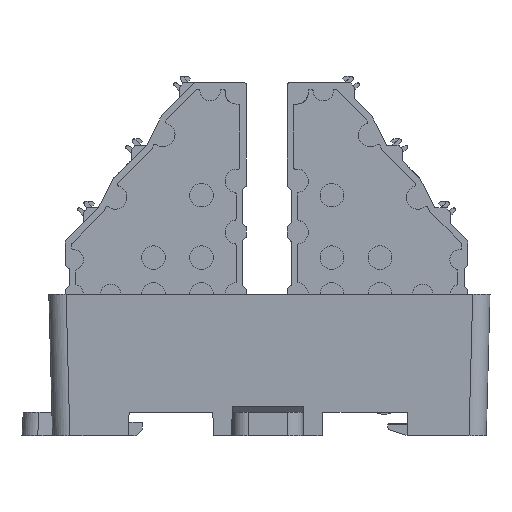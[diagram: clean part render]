
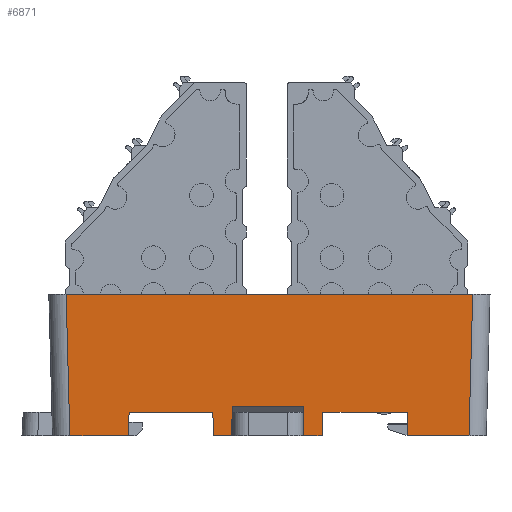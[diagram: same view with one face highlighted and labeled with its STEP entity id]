
A CAD part, left-side view. The second image highlights one B-rep face of the part: STEP entity #6871.
In plain terms, the highlighted planar face has unit normal (-1, 0, -0.026).
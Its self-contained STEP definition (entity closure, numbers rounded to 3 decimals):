
#4011=FACE_OUTER_BOUND('',#13398,.T.);
#6871=ADVANCED_FACE('',(#4011),#9784,.T.);
#9784=PLANE('',#58936);
#13398=EDGE_LOOP('',(#17481,#17482,#17483,#17484,#17485,#17486,#17487,#17488,
#17489,#17490,#17491,#17492,#17493,#17494,#17495,#17496));
#17481=ORIENTED_EDGE('',*,*,#39110,.T.);
#17482=ORIENTED_EDGE('',*,*,#39490,.F.);
#17483=ORIENTED_EDGE('',*,*,#39491,.T.);
#17484=ORIENTED_EDGE('',*,*,#39492,.F.);
#17485=ORIENTED_EDGE('',*,*,#39493,.T.);
#17486=ORIENTED_EDGE('',*,*,#39494,.F.);
#17487=ORIENTED_EDGE('',*,*,#39495,.T.);
#17488=ORIENTED_EDGE('',*,*,#39496,.T.);
#17489=ORIENTED_EDGE('',*,*,#39096,.T.);
#17490=ORIENTED_EDGE('',*,*,#39455,.T.);
#17491=ORIENTED_EDGE('',*,*,#39281,.T.);
#17492=ORIENTED_EDGE('',*,*,#39475,.T.);
#17493=ORIENTED_EDGE('',*,*,#39225,.F.);
#17494=ORIENTED_EDGE('',*,*,#39481,.T.);
#17495=ORIENTED_EDGE('',*,*,#39246,.T.);
#17496=ORIENTED_EDGE('',*,*,#39145,.F.);
#33395=VERTEX_POINT('',#78258);
#33396=VERTEX_POINT('',#78260);
#33409=VERTEX_POINT('',#78286);
#33410=VERTEX_POINT('',#78288);
#33444=VERTEX_POINT('',#78359);
#33500=VERTEX_POINT('',#78518);
#33501=VERTEX_POINT('',#78519);
#33516=VERTEX_POINT('',#78557);
#33548=VERTEX_POINT('',#78624);
#33549=VERTEX_POINT('',#78626);
#33670=VERTEX_POINT('',#79050);
#33671=VERTEX_POINT('',#79052);
#33672=VERTEX_POINT('',#79054);
#33673=VERTEX_POINT('',#79056);
#33674=VERTEX_POINT('',#79058);
#33675=VERTEX_POINT('',#79060);
#39096=EDGE_CURVE('',#33396,#33395,#47445,.T.);
#39110=EDGE_CURVE('',#33410,#33409,#47457,.T.);
#39145=EDGE_CURVE('',#33410,#33444,#47490,.T.);
#39225=EDGE_CURVE('',#33500,#33501,#47568,.T.);
#39246=EDGE_CURVE('',#33516,#33444,#47585,.T.);
#39281=EDGE_CURVE('',#33549,#33548,#47603,.T.);
#39455=EDGE_CURVE('',#33395,#33549,#47732,.T.);
#39475=EDGE_CURVE('',#33548,#33501,#47752,.T.);
#39481=EDGE_CURVE('',#33500,#33516,#47758,.T.);
#39490=EDGE_CURVE('',#33670,#33409,#47767,.T.);
#39491=EDGE_CURVE('',#33670,#33671,#47768,.T.);
#39492=EDGE_CURVE('',#33672,#33671,#47769,.T.);
#39493=EDGE_CURVE('',#33672,#33673,#47770,.T.);
#39494=EDGE_CURVE('',#33674,#33673,#47771,.T.);
#39495=EDGE_CURVE('',#33674,#33675,#47772,.T.);
#39496=EDGE_CURVE('',#33675,#33396,#47773,.T.);
#47445=LINE('',#78259,#53121);
#47457=LINE('',#78287,#53133);
#47490=LINE('',#78358,#53166);
#47568=LINE('',#78517,#53244);
#47585=LINE('',#78556,#53261);
#47603=LINE('',#78625,#53279);
#47732=LINE('',#78979,#53408);
#47752=LINE('',#79019,#53428);
#47758=LINE('',#79031,#53434);
#47767=LINE('',#79049,#53443);
#47768=LINE('',#79051,#53444);
#47769=LINE('',#79053,#53445);
#47770=LINE('',#79055,#53446);
#47771=LINE('',#79057,#53447);
#47772=LINE('',#79059,#53448);
#47773=LINE('',#79061,#53449);
#53121=VECTOR('',#63340,1.);
#53133=VECTOR('',#63356,1.);
#53166=VECTOR('',#63397,1.);
#53244=VECTOR('',#63525,1.);
#53261=VECTOR('',#63554,1.);
#53279=VECTOR('',#63608,1.);
#53408=VECTOR('',#63953,1.);
#53428=VECTOR('',#64009,1.);
#53434=VECTOR('',#64023,1.);
#53443=VECTOR('',#64050,1.);
#53444=VECTOR('',#64051,1.);
#53445=VECTOR('',#64052,1.);
#53446=VECTOR('',#64053,1.);
#53447=VECTOR('',#64054,1.);
#53448=VECTOR('',#64055,1.);
#53449=VECTOR('',#64056,1.);
#58936=AXIS2_PLACEMENT_3D('',#79062,#64057,#64058);
#63340=DIRECTION('',(0.,-1.,0.));
#63356=DIRECTION('',(0.,-1.,0.));
#63397=DIRECTION('',(0.026,0.017,-1.));
#63525=DIRECTION('',(0.,-1.,0.));
#63554=DIRECTION('',(0.,-1.,0.));
#63608=DIRECTION('',(0.,-1.,0.));
#63953=DIRECTION('',(0.026,-0.017,-1.));
#64009=DIRECTION('',(-0.026,-0.026,0.999));
#64023=DIRECTION('',(0.026,-0.026,-0.999));
#64050=DIRECTION('',(-0.026,0.035,0.999));
#64051=DIRECTION('',(0.,-1.,0.));
#64052=DIRECTION('',(0.026,0.009,-1.));
#64053=DIRECTION('',(0.,-1.,0.));
#64054=DIRECTION('',(-0.026,0.009,1.));
#64055=DIRECTION('',(0.,-1.,0.));
#64056=DIRECTION('',(-0.026,-0.035,0.999));
#64057=DIRECTION('',(-1.,0.,-0.026));
#64058=DIRECTION('',(-0.026,0.,1.));
#78258=CARTESIAN_POINT('',(-50.557,242.449,175.));
#78259=CARTESIAN_POINT('',(-50.557,260.199,175.));
#78260=CARTESIAN_POINT('',(-50.557,253.199,175.));
#78286=CARTESIAN_POINT('',(-50.557,267.199,175.));
#78287=CARTESIAN_POINT('',(-50.557,260.199,175.));
#78288=CARTESIAN_POINT('',(-50.557,277.849,175.));
#78358=CARTESIAN_POINT('',(-50.526,277.87,173.796));
#78359=CARTESIAN_POINT('',(-50.479,277.901,172.));
#78517=CARTESIAN_POINT('',(-50.95,259.699,190.));
#78518=CARTESIAN_POINT('',(-50.95,285.85,190.));
#78519=CARTESIAN_POINT('',(-50.95,234.148,190.));
#78556=CARTESIAN_POINT('',(-50.479,260.199,172.));
#78557=CARTESIAN_POINT('',(-50.479,285.378,172.));
#78624=CARTESIAN_POINT('',(-50.479,234.62,172.));
#78625=CARTESIAN_POINT('',(-50.479,259.699,172.));
#78626=CARTESIAN_POINT('',(-50.479,242.397,172.));
#78979=CARTESIAN_POINT('',(-50.958,242.716,190.294));
#79019=CARTESIAN_POINT('',(-50.933,234.166,189.34));
#79031=CARTESIAN_POINT('',(-50.933,285.833,189.34));
#79049=CARTESIAN_POINT('',(-50.526,267.157,173.798));
#79050=CARTESIAN_POINT('',(-50.479,267.094,172.));
#79051=CARTESIAN_POINT('',(-50.479,260.199,172.));
#79052=CARTESIAN_POINT('',(-50.479,264.775,172.));
#79053=CARTESIAN_POINT('',(-50.951,264.618,190.04));
#79054=CARTESIAN_POINT('',(-50.576,264.743,175.726));
#79055=CARTESIAN_POINT('',(-50.576,50.754,175.726));
#79056=CARTESIAN_POINT('',(-50.576,255.655,175.726));
#79057=CARTESIAN_POINT('',(-50.951,255.78,190.032));
#79058=CARTESIAN_POINT('',(-50.479,255.623,172.));
#79059=CARTESIAN_POINT('',(-50.479,260.199,172.));
#79060=CARTESIAN_POINT('',(-50.479,253.304,172.));
#79061=CARTESIAN_POINT('',(-50.944,252.684,189.753));
#79062=CARTESIAN_POINT('',(-50.95,259.699,189.997));
